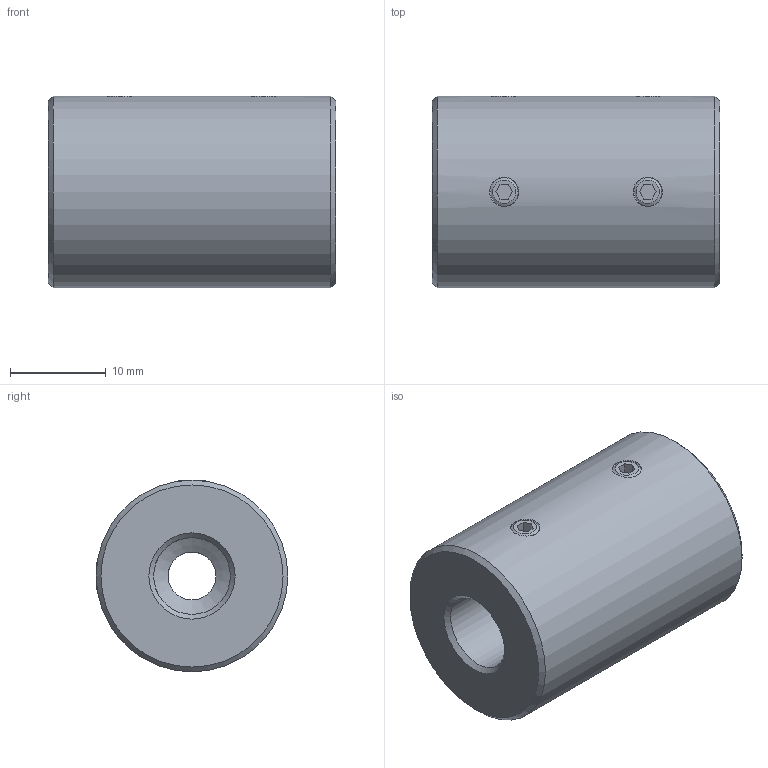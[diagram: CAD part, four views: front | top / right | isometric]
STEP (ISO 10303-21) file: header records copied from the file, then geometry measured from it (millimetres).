
FILE_DESCRIPTION (( 'STEP AP214' ), '1' );
FILE_NAME ('1027-A1P-A.STEP', '2013-05-15T14:38:46', ( '3DAssist' ), ( '' ), 'SwSTEP 2.0', 'SolidWorks 2013', '' );
FILE_SCHEMA (( 'AUTOMOTIVE_DESIGN' ));
Length unit declared in the file: millimetre
Products named in the file (1): 1027-A1P-A
Bounding box: 30 x 20 x 20 mm (x, y, z)
Volume: 8297.6 mm3; surface area: 3481.5 mm2
Topology: 5 solids, 5 shells, 70 faces, 152 edges, 96 vertices
Faces by surface type: plane 38, cone 13, cylinder 11, bspline 8
Full cylindrical faces by diameter (mm): 2.6 x4, 3 x4, 5 x1, 8 x1, 20 x1
Entity records: 2748 total; most frequent: CARTESIAN_POINT 1277, DIRECTION 258, ORIENTED_EDGE 252, EDGE_CURVE 126, EDGE_LOOP 108, VERTEX_POINT 94, AXIS2_PLACEMENT_3D 89, FACE_OUTER_BOUND 81
